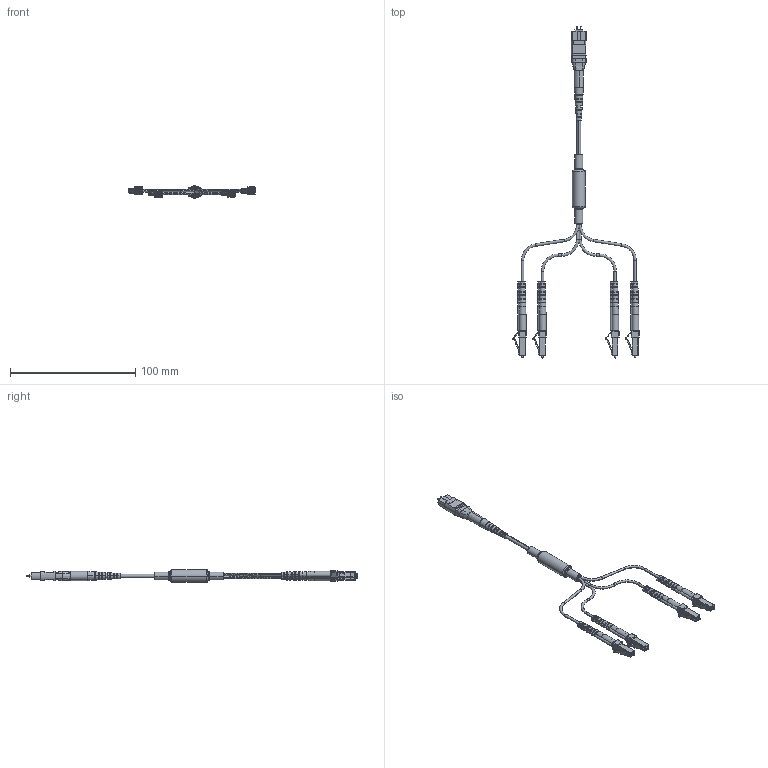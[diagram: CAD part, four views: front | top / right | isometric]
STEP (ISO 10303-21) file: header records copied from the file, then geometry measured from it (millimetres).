
FILE_DESCRIPTION (( 'STEP AP203' ), '1' );
FILE_NAME ('MPM12OM5-FLCZ.STEP', '2019-03-27T18:24:38', ( '' ), ( '' ), 'SwSTEP 2.0', 'SolidWorks 2017', '' );
FILE_SCHEMA (( 'CONFIG_CONTROL_DESIGN' ));
Length unit declared in the file: inch
Products named in the file (13): MTPM06-ST-MA4_2mm Diameter; 3AB04-010-MA2; 3AB04-010-MA1; MTPROUND-MA1_Male KEY UP; MTPROUND-MA2; MTPM06-ST-MA2_ROUND; 1AF02-025-MA2; CONN-LC3-240-3-MA1; CONN-LC3-240-3-MA6; MPM12OM5-FLCZ; 1AF02-025-LC-CONN; 3AB04-010; MTPM06-ST-MA3_2mm Diameter
Assembly tree (17 placements, depth 4):
  MPM12OM5-FLCZ
    MTPROUND-MA1_Male KEY UP
      MTPM06-ST-MA2_ROUND
      MTPM06-ST-MA3_2mm Diameter  x2
      MTPM06-ST-MA4_2mm Diameter  x2
      MTPROUND-MA2
      3AB04-010
        3AB04-010-MA1
        3AB04-010-MA2
    1AF02-025-LC-CONN  x4
      CONN-LC3-240-3-MA1
      1AF02-025-MA2
      CONN-LC3-240-3-MA6
Bounding box: 100.65 x 264.79 x 10.16 mm (x, y, z)
Volume: 10975.9 mm3; surface area: 15776.2 mm2
Topology: 20 solids, 20 shells, 1096 faces, 3186 edges, 1984 vertices
Faces by surface type: plane 640, cylinder 248, cone 104, torus 36, bspline 36, sphere 32
Entity records: 15756 total; most frequent: CARTESIAN_POINT 3794, ORIENTED_EDGE 2250, DIRECTION 2187, EDGE_CURVE 1125, AXIS2_PLACEMENT_3D 836, VERTEX_POINT 715, LINE 515, VECTOR 515
